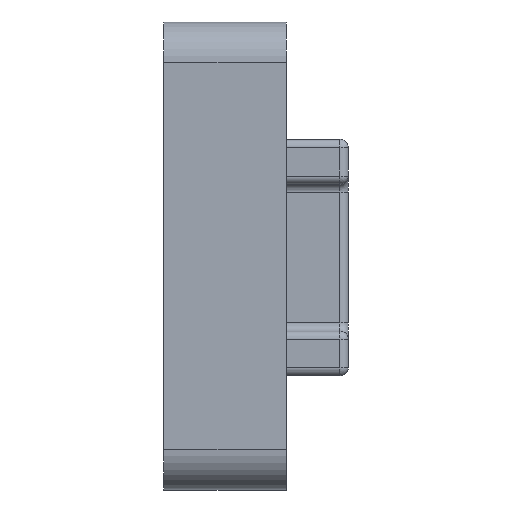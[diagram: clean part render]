
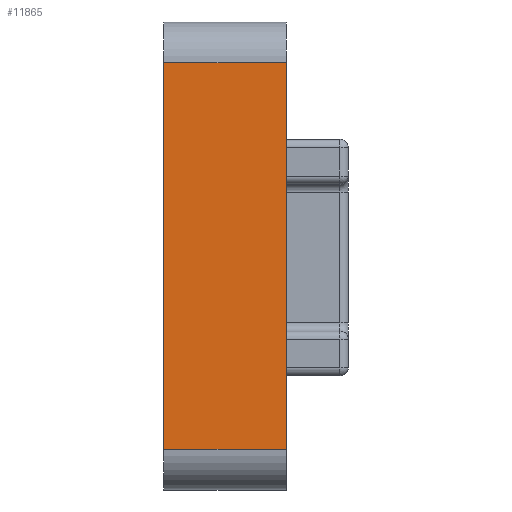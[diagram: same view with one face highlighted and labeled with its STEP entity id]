
A CAD part, front view. The second image highlights one B-rep face of the part: STEP entity #11865.
In plain terms, the highlighted planar face has unit normal (0, -1, 0).
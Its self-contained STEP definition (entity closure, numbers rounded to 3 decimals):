
#418 = AXIS2_PLACEMENT_3D ( 'NONE', #15749, #7043, #7114 ) ;
#499 = DIRECTION ( 'NONE',  ( 0., 0., -1. ) ) ;
#1052 = CARTESIAN_POINT ( 'NONE',  ( -3.75, -18.65, -11.85 ) ) ;
#2201 = VERTEX_POINT ( 'NONE', #13557 ) ;
#2218 = LINE ( 'NONE', #16894, #6362 ) ;
#2260 = CARTESIAN_POINT ( 'NONE',  ( 3.75, -18.65, 14.35 ) ) ;
#3658 = LINE ( 'NONE', #21596, #8557 ) ;
#3839 = EDGE_CURVE ( 'NONE', #2201, #5099, #3658, .T. ) ;
#4311 = LINE ( 'NONE', #2260, #18714 ) ;
#5099 = VERTEX_POINT ( 'NONE', #1052 ) ;
#6362 = VECTOR ( 'NONE', #15103, 1000. ) ;
#7043 = DIRECTION ( 'NONE',  ( 0., 1., 0. ) ) ;
#7114 = DIRECTION ( 'NONE',  ( 0., 0., 1. ) ) ;
#7612 = VERTEX_POINT ( 'NONE', #18396 ) ;
#8557 = VECTOR ( 'NONE', #14703, 1000. ) ;
#9594 = EDGE_CURVE ( 'NONE', #5099, #12350, #2218, .T. ) ;
#10658 = ORIENTED_EDGE ( 'NONE', *, *, #9594, .T. ) ;
#11865 = ADVANCED_FACE ( 'NONE', ( #12008 ), #12133, .F. ) ;
#12008 = FACE_OUTER_BOUND ( 'NONE', #12448, .T. ) ;
#12133 = PLANE ( 'NONE',  #418 ) ;
#12350 = VERTEX_POINT ( 'NONE', #21876 ) ;
#12448 = EDGE_LOOP ( 'NONE', ( #19781, #10658, #15371, #18353 ) ) ;
#13557 = CARTESIAN_POINT ( 'NONE',  ( -3.75, -18.65, 11.85 ) ) ;
#14282 = EDGE_CURVE ( 'NONE', #7612, #12350, #4311, .T. ) ;
#14703 = DIRECTION ( 'NONE',  ( 0., 0., -1. ) ) ;
#15103 = DIRECTION ( 'NONE',  ( 1., 0., 0. ) ) ;
#15362 = VECTOR ( 'NONE', #17036, 1000. ) ;
#15371 = ORIENTED_EDGE ( 'NONE', *, *, #14282, .F. ) ;
#15749 = CARTESIAN_POINT ( 'NONE',  ( 3.75, -18.65, 14.35 ) ) ;
#16894 = CARTESIAN_POINT ( 'NONE',  ( 3.75, -18.65, -11.85 ) ) ;
#17036 = DIRECTION ( 'NONE',  ( -1., 0., 0. ) ) ;
#17142 = EDGE_CURVE ( 'NONE', #7612, #2201, #20541, .T. ) ;
#18353 = ORIENTED_EDGE ( 'NONE', *, *, #17142, .T. ) ;
#18396 = CARTESIAN_POINT ( 'NONE',  ( 3.75, -18.65, 11.85 ) ) ;
#18714 = VECTOR ( 'NONE', #499, 1000. ) ;
#18938 = CARTESIAN_POINT ( 'NONE',  ( 3.75, -18.65, 11.85 ) ) ;
#19781 = ORIENTED_EDGE ( 'NONE', *, *, #3839, .T. ) ;
#20541 = LINE ( 'NONE', #18938, #15362 ) ;
#21596 = CARTESIAN_POINT ( 'NONE',  ( -3.75, -18.65, 14.35 ) ) ;
#21876 = CARTESIAN_POINT ( 'NONE',  ( 3.75, -18.65, -11.85 ) ) ;
